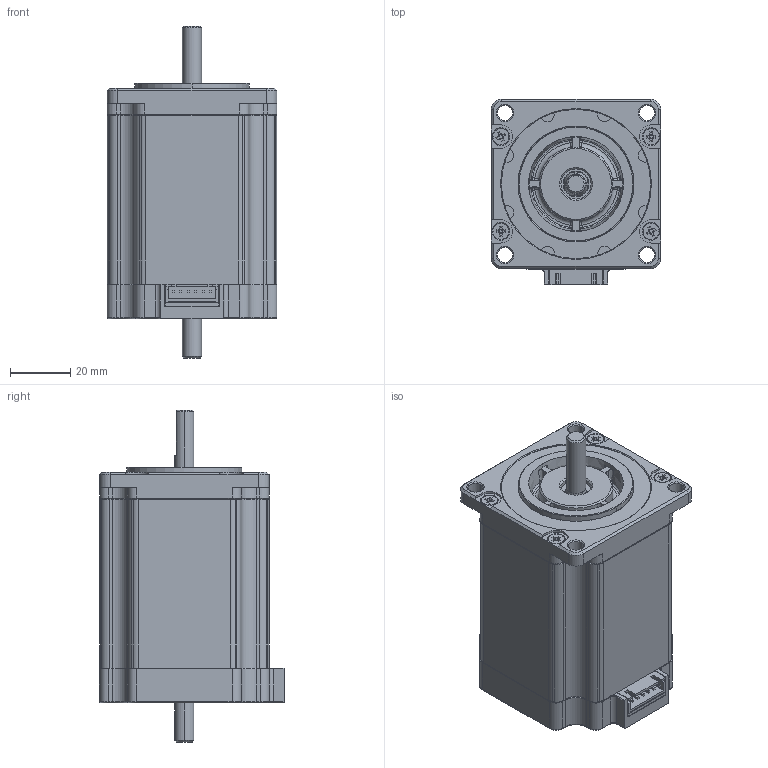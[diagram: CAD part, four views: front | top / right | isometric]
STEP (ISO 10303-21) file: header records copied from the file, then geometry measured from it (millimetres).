
FILE_DESCRIPTION((''),'2;1');
FILE_NAME('4611110027566_ASM','2024-04-17T09:50:54',('ms26442'),(''),'CREO PARAMETRIC BY PTC INC, 2018100','CREO PARAMETRIC BY PTC INC, 2018100','');
FILE_SCHEMA(('CONFIG_CONTROL_DESIGN'));
Products named in the file (24): 4613102100426; 3698153000043; 3698153000331; 4613104002659_ASM; 4713101000728; 4718405003477; 4713120000558_ASM; 4613103004909_ASM; 4219121302125; 4331101000003; 4613106100335; 4332101203564_AF0; 4693220000369_AF1; 4613110000059_AF0; 4693220000369_AF2; 4613106100335_AF0; 4613107105364_ASM; 4219121302242; 4294440200013_AF2; 4294404000578; 4613153001190_ASM; 3219720005029; 3219720000388; 4611110027566_ASM
Assembly tree (29 placements, depth 5):
  4611110027566_ASM
    4613153001190_ASM
      4613103004909_ASM
        4613104002659_ASM
          4613102100426
          3698153000043
          3698153000331
        4713120000558_ASM
          4713101000728
          4718405003477
      4219121302125
      4331101000003  x2
      4613107105364_ASM
        4613106100335  x3
        4332101203564_AF0
        4693220000369_AF1
        4613110000059_AF0
        4693220000369_AF2
        4613106100335_AF0
      4219121302242
      4294440200013_AF2
      4294404000578  x4
    3219720005029
    3219720000388
Bounding box: 56.26 x 61.48 x 110.1 mm (x, y, z)
Volume: 151774.1 mm3; surface area: 149061.3 mm2
Topology: 187 solids, 201 shells, 5538 faces, 14665 edges, 9664 vertices
Faces by surface type: plane 2797, cylinder 2505, cone 121, torus 51, bspline 36, extrusion 24, sphere 4
Entity records: 139461 total; most frequent: CARTESIAN_POINT 26743, DIRECTION 23981, ORIENTED_EDGE 23130, EDGE_CURVE 11579, AXIS2_PLACEMENT_3D 8179, VECTOR 7623, VERTEX_POINT 7618, LINE 7599
